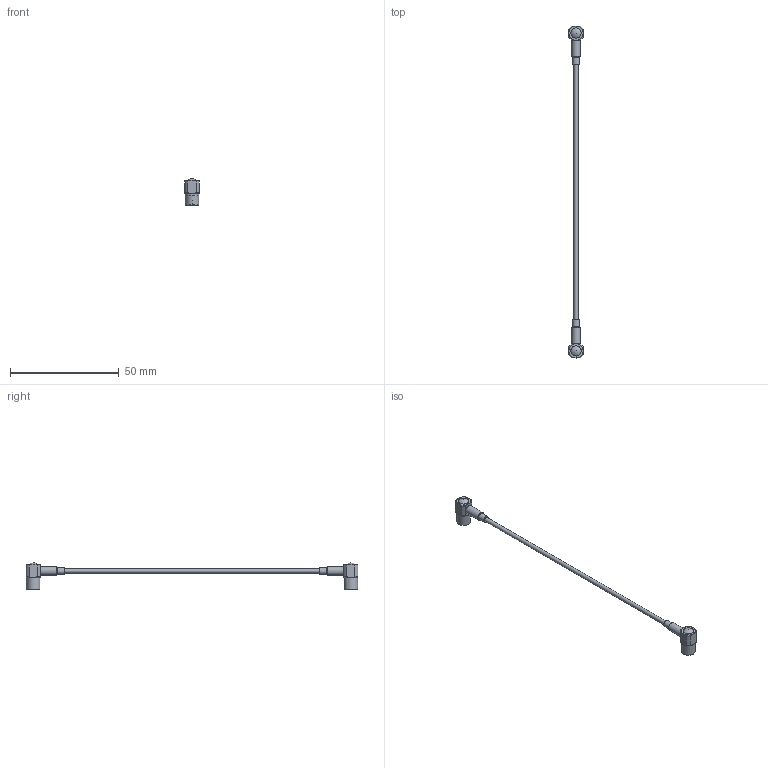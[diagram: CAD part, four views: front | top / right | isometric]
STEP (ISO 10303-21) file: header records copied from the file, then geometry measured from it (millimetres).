
FILE_DESCRIPTION(/* description */ ('Unknown'),/* implementation_level */ '2;1');
FILE_NAME(/* name */ '65502910415301',/* time_stamp */ '2020-01-20T09:49:50+01:00',/* author */ ('Unknown'),/* organization */ ('Unknown'),/* preprocessor_version */ 'ST-DEVELOPER v16.7',/* originating_system */ 'DEX',/* authorisation */ $);
FILE_SCHEMA (('AUTOMOTIVE_DESIGN {1 0 10303 214 3 1 1}'));
Length unit declared in the file: millimetre
Products named in the file (1): 65502910415301
Bounding box: 6.5 x 152.4 x 12.29 mm (x, y, z)
Volume: 2480.9 mm3; surface area: 5459.2 mm2
Topology: 6 solids, 6 shells, 10050 faces, 21062 edges, 10956 vertices
Faces by surface type: bspline 7200, cylinder 1998, plane 688, cone 140, torus 24
Full cylindrical faces by diameter (mm): 0.55 x4, 0.9 x4, 0.96 x4, 1.36 x4, 1.8 x4, 1.96 x2, 2 x8, 2.4 x4, 2.7 x4, 3 x8, 3.72 x4, 4 x4, 4.44 x4, 4.46 x4, 4.62 x4, 4.75 x4, 4.82 x4, 5.06 x4, 5.4 x4, 6.3 x4
Entity records: 571640 total; most frequent: CARTESIAN_POINT 368923, ORIENTED_EDGE 41680, EDGE_CURVE 20840, VERTEX_POINT 10880, FACE_BOUND 10360, EDGE_LOOP 10352, ADVANCED_FACE 10050, STYLED_ITEM 10038
